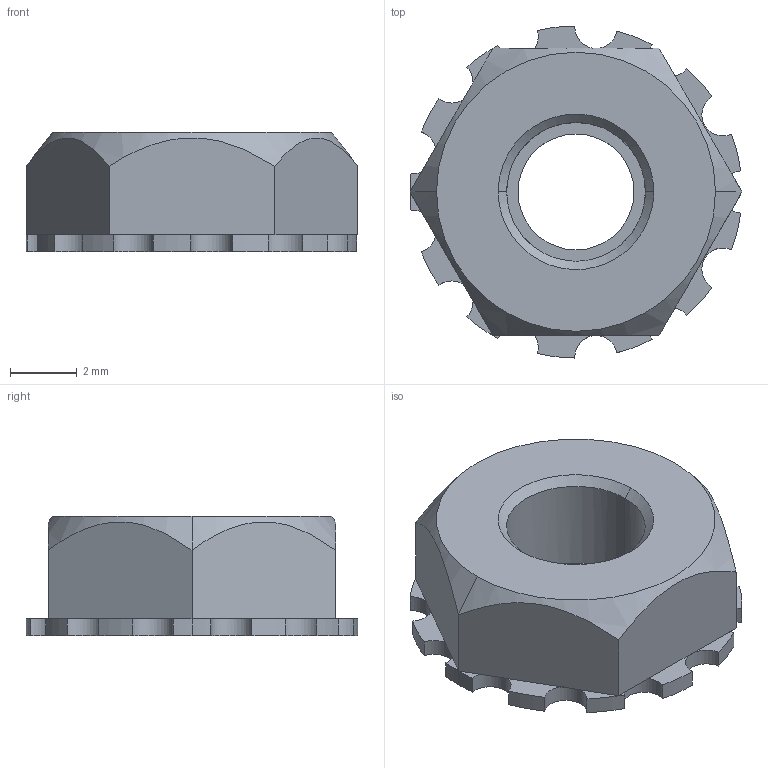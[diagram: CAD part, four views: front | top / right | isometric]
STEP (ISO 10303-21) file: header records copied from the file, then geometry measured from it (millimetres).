
FILE_DESCRIPTION (( 'STEP AP203' ), '1' );
FILE_NAME ('NUT-832-KEPS.STEP', '2007-08-24T15:13:18', ( 'Innovation First, Inc.' ), ( 'Innovation First, Inc.' ), 'SwSTEP 2.0', 'SolidWorks 2006052', '' );
FILE_SCHEMA (( 'CONFIG_CONTROL_DESIGN' ));
Length unit declared in the file: inch
Products named in the file (1): NUT-832-KEPS
Bounding box: 9.97 x 9.97 x 3.58 mm (x, y, z)
Volume: 182 mm3; surface area: 372.3 mm2
Topology: 2 solids, 2 shells, 55 faces, 157 edges, 107 vertices
Faces by surface type: cylinder 40, plane 11, cone 2, bspline 2
Entity records: 2298 total; most frequent: CARTESIAN_POINT 738, DIRECTION 322, ORIENTED_EDGE 314, EDGE_CURVE 157, AXIS2_PLACEMENT_3D 134, VERTEX_POINT 107, CIRCLE 80, EDGE_LOOP 60
